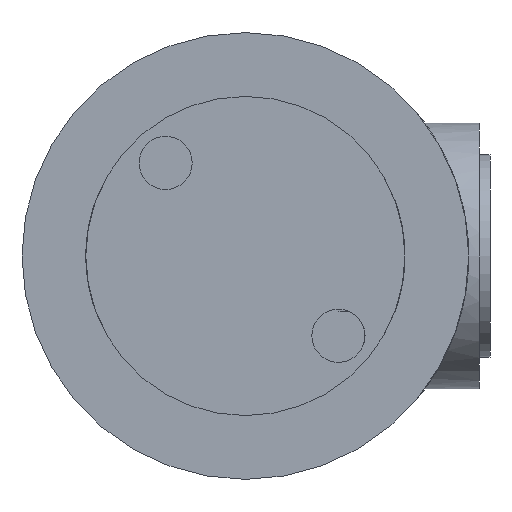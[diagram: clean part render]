
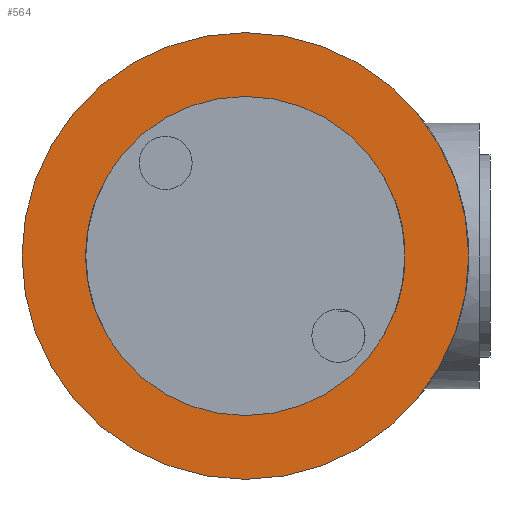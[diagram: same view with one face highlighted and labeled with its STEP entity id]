
A CAD part, front view. The second image highlights one B-rep face of the part: STEP entity #564.
In plain terms, the highlighted planar face has unit normal (0, -1, 0).
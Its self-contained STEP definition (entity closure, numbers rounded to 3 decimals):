
#53 = ORIENTED_EDGE ( 'NONE', *, *, #1723, .T. ) ;
#80 = DIRECTION ( 'NONE',  ( -1., 0., 0. ) ) ;
#140 = CARTESIAN_POINT ( 'NONE',  ( 7.332, 9.42, -12.7 ) ) ;
#174 = EDGE_CURVE ( 'NONE', #2081, #1015, #351, .T. ) ;
#195 = AXIS2_PLACEMENT_3D ( 'NONE', #1642, #1484, #377 ) ;
#221 = CARTESIAN_POINT ( 'NONE',  ( -14.665, 9.42, 0. ) ) ;
#351 = LINE ( 'NONE', #1330, #1408 ) ;
#374 = CIRCLE ( 'NONE', #2034, 21. ) ;
#375 = VECTOR ( 'NONE', #80, 1000. ) ;
#377 = DIRECTION ( 'NONE',  ( 0., 0., 1. ) ) ;
#378 = DIRECTION ( 'NONE',  ( 0.5, 0., 0.866 ) ) ;
#514 = ORIENTED_EDGE ( 'NONE', *, *, #1133, .T. ) ;
#534 = PLANE ( 'NONE',  #195 ) ;
#538 = ORIENTED_EDGE ( 'NONE', *, *, #1071, .T. ) ;
#564 = ADVANCED_FACE ( 'NONE', ( #1001, #694 ), #534, .F. ) ;
#567 = VERTEX_POINT ( 'NONE', #1977 ) ;
#606 = CARTESIAN_POINT ( 'NONE',  ( 0., 9.42, 21. ) ) ;
#694 = FACE_BOUND ( 'NONE', #1322, .T. ) ;
#742 = VECTOR ( 'NONE', #378, 1000. ) ;
#762 = LINE ( 'NONE', #1089, #375 ) ;
#785 = VERTEX_POINT ( 'NONE', #1630 ) ;
#792 = ORIENTED_EDGE ( 'NONE', *, *, #1829, .T. ) ;
#809 = ORIENTED_EDGE ( 'NONE', *, *, #1227, .T. ) ;
#813 = VECTOR ( 'NONE', #2056, 1000. ) ;
#886 = DIRECTION ( 'NONE',  ( -0.5, 0., -0.866 ) ) ;
#906 = DIRECTION ( 'NONE',  ( 0., 1., 0. ) ) ;
#1001 = FACE_OUTER_BOUND ( 'NONE', #1970, .T. ) ;
#1015 = VERTEX_POINT ( 'NONE', #1471 ) ;
#1022 = CARTESIAN_POINT ( 'NONE',  ( 7.332, 9.42, 12.7 ) ) ;
#1030 = ORIENTED_EDGE ( 'NONE', *, *, #1052, .F. ) ;
#1042 = CIRCLE ( 'NONE', #2104, 21. ) ;
#1043 = DIRECTION ( 'NONE',  ( 0., 0., 1. ) ) ;
#1052 = EDGE_CURVE ( 'NONE', #1876, #1526, #1042, .T. ) ;
#1071 = EDGE_CURVE ( 'NONE', #567, #1647, #1688, .T. ) ;
#1089 = CARTESIAN_POINT ( 'NONE',  ( 7.332, 9.42, -12.7 ) ) ;
#1133 = EDGE_CURVE ( 'NONE', #785, #1180, #2023, .T. ) ;
#1139 = DIRECTION ( 'NONE',  ( 0.5, 0., -0.866 ) ) ;
#1179 = VECTOR ( 'NONE', #886, 1000. ) ;
#1180 = VERTEX_POINT ( 'NONE', #140 ) ;
#1191 = EDGE_CURVE ( 'NONE', #1526, #1876, #374, .T. ) ;
#1227 = EDGE_CURVE ( 'NONE', #1647, #785, #1755, .T. ) ;
#1262 = CARTESIAN_POINT ( 'NONE',  ( 7.332, 9.42, 12.7 ) ) ;
#1274 = CARTESIAN_POINT ( 'NONE',  ( -7.332, 9.42, -12.7 ) ) ;
#1303 = CARTESIAN_POINT ( 'NONE',  ( 0., 9.42, -21. ) ) ;
#1322 = EDGE_LOOP ( 'NONE', ( #538, #809, #514, #792, #2004, #53 ) ) ;
#1330 = CARTESIAN_POINT ( 'NONE',  ( -7.332, 9.42, -12.7 ) ) ;
#1358 = ORIENTED_EDGE ( 'NONE', *, *, #1191, .F. ) ;
#1408 = VECTOR ( 'NONE', #1763, 1000. ) ;
#1471 = CARTESIAN_POINT ( 'NONE',  ( -14.665, 9.42, 0. ) ) ;
#1484 = DIRECTION ( 'NONE',  ( 0., 1., 0. ) ) ;
#1526 = VERTEX_POINT ( 'NONE', #1303 ) ;
#1534 = CARTESIAN_POINT ( 'NONE',  ( -7.332, 9.42, 12.7 ) ) ;
#1580 = CARTESIAN_POINT ( 'NONE',  ( 0., 9.42, 0. ) ) ;
#1630 = CARTESIAN_POINT ( 'NONE',  ( 14.665, 9.42, 0. ) ) ;
#1642 = CARTESIAN_POINT ( 'NONE',  ( 0., 9.42, 0. ) ) ;
#1647 = VERTEX_POINT ( 'NONE', #1022 ) ;
#1688 = LINE ( 'NONE', #1534, #813 ) ;
#1718 = CARTESIAN_POINT ( 'NONE',  ( 14.665, 9.42, 0. ) ) ;
#1723 = EDGE_CURVE ( 'NONE', #1015, #567, #1826, .T. ) ;
#1755 = LINE ( 'NONE', #1262, #2069 ) ;
#1763 = DIRECTION ( 'NONE',  ( -0.5, 0., 0.866 ) ) ;
#1826 = LINE ( 'NONE', #221, #742 ) ;
#1829 = EDGE_CURVE ( 'NONE', #1180, #2081, #762, .T. ) ;
#1868 = CARTESIAN_POINT ( 'NONE',  ( 0., 9.42, 0. ) ) ;
#1876 = VERTEX_POINT ( 'NONE', #606 ) ;
#1903 = DIRECTION ( 'NONE',  ( 0., 0., 1. ) ) ;
#1970 = EDGE_LOOP ( 'NONE', ( #1358, #1030 ) ) ;
#1977 = CARTESIAN_POINT ( 'NONE',  ( -7.332, 9.42, 12.7 ) ) ;
#2004 = ORIENTED_EDGE ( 'NONE', *, *, #174, .T. ) ;
#2023 = LINE ( 'NONE', #1718, #1179 ) ;
#2034 = AXIS2_PLACEMENT_3D ( 'NONE', #1580, #2071, #1903 ) ;
#2056 = DIRECTION ( 'NONE',  ( 1., 0., 0. ) ) ;
#2069 = VECTOR ( 'NONE', #1139, 1000. ) ;
#2071 = DIRECTION ( 'NONE',  ( 0., 1., 0. ) ) ;
#2081 = VERTEX_POINT ( 'NONE', #1274 ) ;
#2104 = AXIS2_PLACEMENT_3D ( 'NONE', #1868, #906, #1043 ) ;
